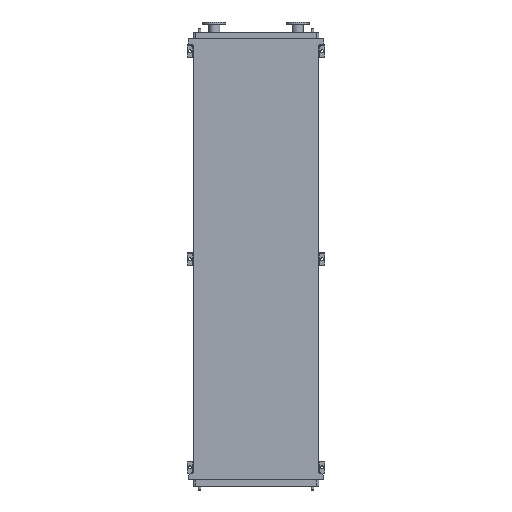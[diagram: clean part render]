
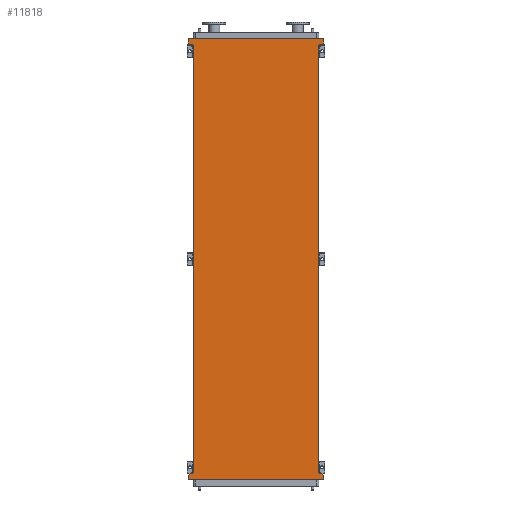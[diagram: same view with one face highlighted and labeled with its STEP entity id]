
A CAD part, front view. The second image highlights one B-rep face of the part: STEP entity #11818.
In plain terms, the highlighted planar face has unit normal (0, -1, 0).
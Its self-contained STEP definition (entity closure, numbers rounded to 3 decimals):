
#437 = CARTESIAN_POINT ( 'NONE',  ( -651., 0., -4145. ) ) ;
#552 = LINE ( 'NONE', #22898, #5487 ) ;
#644 = CARTESIAN_POINT ( 'NONE',  ( 605., 0., -4050. ) ) ;
#992 = VECTOR ( 'NONE', #20514, 1000. ) ;
#1029 = EDGE_CURVE ( 'NONE', #17320, #14683, #13729, .T. ) ;
#1102 = EDGE_CURVE ( 'NONE', #13449, #3845, #21926, .T. ) ;
#1467 = CARTESIAN_POINT ( 'NONE',  ( -605., 0., 0. ) ) ;
#1663 = CARTESIAN_POINT ( 'NONE',  ( -605., 0., -4050. ) ) ;
#1818 = CARTESIAN_POINT ( 'NONE',  ( 651., 0., 95. ) ) ;
#2005 = CARTESIAN_POINT ( 'NONE',  ( -651., 0., 53. ) ) ;
#2081 = CARTESIAN_POINT ( 'NONE',  ( -605., 0., -4050. ) ) ;
#2554 = VECTOR ( 'NONE', #5338, 1000. ) ;
#3081 = VERTEX_POINT ( 'NONE', #18634 ) ;
#3271 = VERTEX_POINT ( 'NONE', #5950 ) ;
#3664 = EDGE_CURVE ( 'NONE', #14883, #13449, #7861, .T. ) ;
#3791 = CARTESIAN_POINT ( 'NONE',  ( 651., 0., 95. ) ) ;
#3845 = VERTEX_POINT ( 'NONE', #4368 ) ;
#4203 = VECTOR ( 'NONE', #23006, 1000. ) ;
#4368 = CARTESIAN_POINT ( 'NONE',  ( 651., 0., 53. ) ) ;
#4411 = PLANE ( 'NONE',  #21850 ) ;
#5338 = DIRECTION ( 'NONE',  ( 0., 0., 1. ) ) ;
#5485 = CARTESIAN_POINT ( 'NONE',  ( 605., 0., 0. ) ) ;
#5487 = VECTOR ( 'NONE', #7930, 1000. ) ;
#5714 = VERTEX_POINT ( 'NONE', #7271 ) ;
#5818 = CARTESIAN_POINT ( 'NONE',  ( -605., 0., 0. ) ) ;
#5941 = ORIENTED_EDGE ( 'NONE', *, *, #7698, .F. ) ;
#5950 = CARTESIAN_POINT ( 'NONE',  ( 651., 0., -4145. ) ) ;
#6287 = CARTESIAN_POINT ( 'NONE',  ( -605., 0., -4050. ) ) ;
#6447 = LINE ( 'NONE', #5818, #20791 ) ;
#6471 = ORIENTED_EDGE ( 'NONE', *, *, #1029, .T. ) ;
#6623 = CARTESIAN_POINT ( 'NONE',  ( 651., 0., -4103. ) ) ;
#6651 = EDGE_CURVE ( 'NONE', #17320, #3081, #14134, .T. ) ;
#6911 = LINE ( 'NONE', #8958, #2554 ) ;
#7208 = EDGE_CURVE ( 'NONE', #5714, #14883, #9744, .T. ) ;
#7271 = CARTESIAN_POINT ( 'NONE',  ( -651., 0., 53. ) ) ;
#7360 = LINE ( 'NONE', #1663, #22289 ) ;
#7485 = CARTESIAN_POINT ( 'NONE',  ( 651., 0., 53. ) ) ;
#7659 = VECTOR ( 'NONE', #8508, 1000. ) ;
#7678 = VERTEX_POINT ( 'NONE', #1467 ) ;
#7698 = EDGE_CURVE ( 'NONE', #17356, #24011, #23474, .T. ) ;
#7861 = LINE ( 'NONE', #11022, #24243 ) ;
#7930 = DIRECTION ( 'NONE',  ( -1., 0., 0. ) ) ;
#8178 = DIRECTION ( 'NONE',  ( 0., -1., 0. ) ) ;
#8365 = ORIENTED_EDGE ( 'NONE', *, *, #17195, .F. ) ;
#8508 = DIRECTION ( 'NONE',  ( 0., 0., -1. ) ) ;
#8835 = LINE ( 'NONE', #6623, #7659 ) ;
#8957 = ORIENTED_EDGE ( 'NONE', *, *, #23358, .F. ) ;
#8958 = CARTESIAN_POINT ( 'NONE',  ( -651., 0., -4145. ) ) ;
#8962 = DIRECTION ( 'NONE',  ( 0.655, 0., 0.755 ) ) ;
#9131 = VECTOR ( 'NONE', #8962, 1000. ) ;
#9592 = DIRECTION ( 'NONE',  ( -0.655, 0., 0.755 ) ) ;
#9744 = LINE ( 'NONE', #2005, #992 ) ;
#10948 = ORIENTED_EDGE ( 'NONE', *, *, #1102, .F. ) ;
#11022 = CARTESIAN_POINT ( 'NONE',  ( -651., 0., 95. ) ) ;
#11818 = ADVANCED_FACE ( 'NONE', ( #15406 ), #4411, .T. ) ;
#12589 = EDGE_CURVE ( 'NONE', #20112, #17356, #6911, .T. ) ;
#12859 = DIRECTION ( 'NONE',  ( 0., 0., 1. ) ) ;
#12916 = ORIENTED_EDGE ( 'NONE', *, *, #7208, .F. ) ;
#13449 = VERTEX_POINT ( 'NONE', #1818 ) ;
#13729 = LINE ( 'NONE', #22278, #23088 ) ;
#13752 = LINE ( 'NONE', #7485, #23121 ) ;
#14134 = LINE ( 'NONE', #21278, #4203 ) ;
#14190 = ORIENTED_EDGE ( 'NONE', *, *, #3664, .F. ) ;
#14683 = VERTEX_POINT ( 'NONE', #5485 ) ;
#14883 = VERTEX_POINT ( 'NONE', #22986 ) ;
#14969 = DIRECTION ( 'NONE',  ( 0., 0., -1. ) ) ;
#15406 = FACE_OUTER_BOUND ( 'NONE', #18762, .T. ) ;
#16887 = DIRECTION ( 'NONE',  ( -0.655, 0., -0.755 ) ) ;
#16947 = ORIENTED_EDGE ( 'NONE', *, *, #23852, .F. ) ;
#17195 = EDGE_CURVE ( 'NONE', #3845, #14683, #13752, .T. ) ;
#17320 = VERTEX_POINT ( 'NONE', #644 ) ;
#17356 = VERTEX_POINT ( 'NONE', #23122 ) ;
#17528 = VECTOR ( 'NONE', #14969, 1000. ) ;
#18634 = CARTESIAN_POINT ( 'NONE',  ( 651., 0., -4103. ) ) ;
#18637 = ORIENTED_EDGE ( 'NONE', *, *, #23576, .F. ) ;
#18692 = EDGE_CURVE ( 'NONE', #3271, #20112, #552, .T. ) ;
#18762 = EDGE_LOOP ( 'NONE', ( #6471, #8365, #10948, #14190, #12916, #8957, #16947, #5941, #24233, #22948, #18637, #22012 ) ) ;
#20112 = VERTEX_POINT ( 'NONE', #437 ) ;
#20374 = DIRECTION ( 'NONE',  ( 0., 0., 1. ) ) ;
#20514 = DIRECTION ( 'NONE',  ( 0., 0., 1. ) ) ;
#20791 = VECTOR ( 'NONE', #9592, 1000. ) ;
#21259 = DIRECTION ( 'NONE',  ( 0., 0., -1. ) ) ;
#21278 = CARTESIAN_POINT ( 'NONE',  ( 605., 0., -4050. ) ) ;
#21850 = AXIS2_PLACEMENT_3D ( 'NONE', #6287, #8178, #21259 ) ;
#21926 = LINE ( 'NONE', #3791, #17528 ) ;
#22012 = ORIENTED_EDGE ( 'NONE', *, *, #6651, .F. ) ;
#22278 = CARTESIAN_POINT ( 'NONE',  ( 605., 0., -4050. ) ) ;
#22289 = VECTOR ( 'NONE', #12859, 1000. ) ;
#22898 = CARTESIAN_POINT ( 'NONE',  ( 651., 0., -4145. ) ) ;
#22948 = ORIENTED_EDGE ( 'NONE', *, *, #18692, .F. ) ;
#22986 = CARTESIAN_POINT ( 'NONE',  ( -651., 0., 95. ) ) ;
#23006 = DIRECTION ( 'NONE',  ( 0.655, 0., -0.755 ) ) ;
#23088 = VECTOR ( 'NONE', #20374, 1000. ) ;
#23121 = VECTOR ( 'NONE', #16887, 1000. ) ;
#23122 = CARTESIAN_POINT ( 'NONE',  ( -651., 0., -4103. ) ) ;
#23358 = EDGE_CURVE ( 'NONE', #7678, #5714, #6447, .T. ) ;
#23474 = LINE ( 'NONE', #23854, #9131 ) ;
#23576 = EDGE_CURVE ( 'NONE', #3081, #3271, #8835, .T. ) ;
#23852 = EDGE_CURVE ( 'NONE', #24011, #7678, #7360, .T. ) ;
#23854 = CARTESIAN_POINT ( 'NONE',  ( -651., 0., -4103. ) ) ;
#24011 = VERTEX_POINT ( 'NONE', #2081 ) ;
#24091 = DIRECTION ( 'NONE',  ( 1., 0., 0. ) ) ;
#24233 = ORIENTED_EDGE ( 'NONE', *, *, #12589, .F. ) ;
#24243 = VECTOR ( 'NONE', #24091, 1000. ) ;
